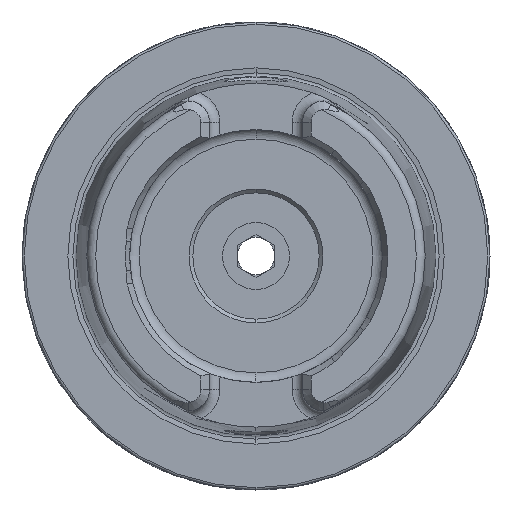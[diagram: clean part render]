
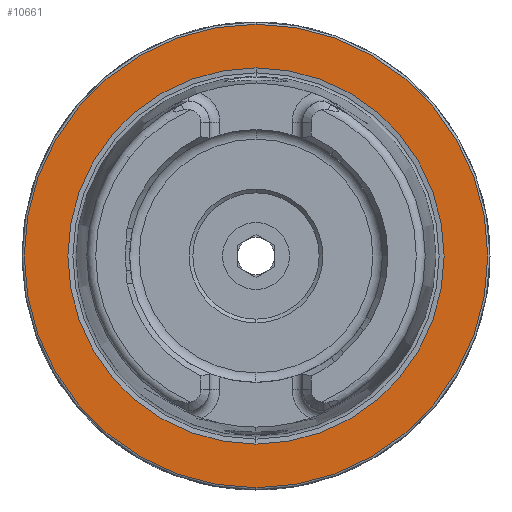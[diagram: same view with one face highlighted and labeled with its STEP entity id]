
A CAD part, left-side view. The second image highlights one B-rep face of the part: STEP entity #10661.
In plain terms, the highlighted planar face has unit normal (-1, 0, 0).
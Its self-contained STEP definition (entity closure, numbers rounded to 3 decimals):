
#1281 = AXIS2_PLACEMENT_3D ( 'NONE', #4858, #4859, #4860 ) ;
#1284 = AXIS2_PLACEMENT_3D ( 'NONE', #4847, #4848, #4849 ) ;
#1472 = AXIS2_PLACEMENT_3D ( 'NONE', #4385, #4386, #4387 ) ;
#1473 = AXIS2_PLACEMENT_3D ( 'NONE', #4382, #4383, #4384 ) ;
#1512 = AXIS2_PLACEMENT_3D ( 'NONE', #3851, #3881, #3882 ) ;
#1715 = EDGE_CURVE ( 'NONE', #9484, #9483, #7438, .T. ) ;
#1716 = EDGE_CURVE ( 'NONE', #9481, #9476, #7439, .T. ) ;
#3323 = ORIENTED_EDGE ( 'NONE', *, *, #1715, .T. ) ;
#3329 = ORIENTED_EDGE ( 'NONE', *, *, #5880, .F. ) ;
#3335 = ORIENTED_EDGE ( 'NONE', *, *, #5884, .T. ) ;
#3395 = ORIENTED_EDGE ( 'NONE', *, *, #1716, .F. ) ;
#3578 = CARTESIAN_POINT ( 'NONE',  ( 0., 0., -25.324 ) ) ;
#3583 = CARTESIAN_POINT ( 'NONE',  ( 0., 0., 25.324 ) ) ;
#3585 = CARTESIAN_POINT ( 'NONE',  ( 0., 0., 31.2 ) ) ;
#3586 = CARTESIAN_POINT ( 'NONE',  ( 0., 0., -31.2 ) ) ;
#3851 = CARTESIAN_POINT ( 'NONE',  ( 0., 31.2, 0. ) ) ;
#3879 = PLANE ( 'NONE',  #1512 ) ;
#3881 = DIRECTION ( 'NONE',  ( 1., 0., 0. ) ) ;
#3882 = DIRECTION ( 'NONE',  ( 0., 0., -1. ) ) ;
#4382 = CARTESIAN_POINT ( 'NONE',  ( 0., 0., 0. ) ) ;
#4383 = DIRECTION ( 'NONE',  ( -1., 0., 0. ) ) ;
#4384 = DIRECTION ( 'NONE',  ( 0., 0., 1. ) ) ;
#4385 = CARTESIAN_POINT ( 'NONE',  ( 0., 0., 0. ) ) ;
#4386 = DIRECTION ( 'NONE',  ( -1., 0., 0. ) ) ;
#4387 = DIRECTION ( 'NONE',  ( 0., 0., 1. ) ) ;
#4847 = CARTESIAN_POINT ( 'NONE',  ( 0., 0., 0. ) ) ;
#4848 = DIRECTION ( 'NONE',  ( -1., 0., 0. ) ) ;
#4849 = DIRECTION ( 'NONE',  ( 0., 0., 1. ) ) ;
#4858 = CARTESIAN_POINT ( 'NONE',  ( 0., 0., 0. ) ) ;
#4859 = DIRECTION ( 'NONE',  ( -1., 0., 0. ) ) ;
#4860 = DIRECTION ( 'NONE',  ( 0., 0., 1. ) ) ;
#5880 = EDGE_CURVE ( 'NONE', #9476, #9481, #6287, .T. ) ;
#5884 = EDGE_CURVE ( 'NONE', #9483, #9484, #6296, .T. ) ;
#6287 = CIRCLE ( 'NONE', #1284, 25.324 ) ;
#6296 = CIRCLE ( 'NONE', #1281, 31.2 ) ;
#6579 = FACE_BOUND ( 'NONE', #10528, .T. ) ;
#6585 = FACE_OUTER_BOUND ( 'NONE', #10515, .T. ) ;
#7438 = CIRCLE ( 'NONE', #1473, 31.2 ) ;
#7439 = CIRCLE ( 'NONE', #1472, 25.324 ) ;
#9476 = VERTEX_POINT ( 'NONE', #3578 ) ;
#9481 = VERTEX_POINT ( 'NONE', #3583 ) ;
#9483 = VERTEX_POINT ( 'NONE', #3585 ) ;
#9484 = VERTEX_POINT ( 'NONE', #3586 ) ;
#10515 = EDGE_LOOP ( 'NONE', ( #3335, #3323 ) ) ;
#10528 = EDGE_LOOP ( 'NONE', ( #3395, #3329 ) ) ;
#10661 = ADVANCED_FACE ( 'NONE', ( #6579, #6585 ), #3879, .F. ) ;
